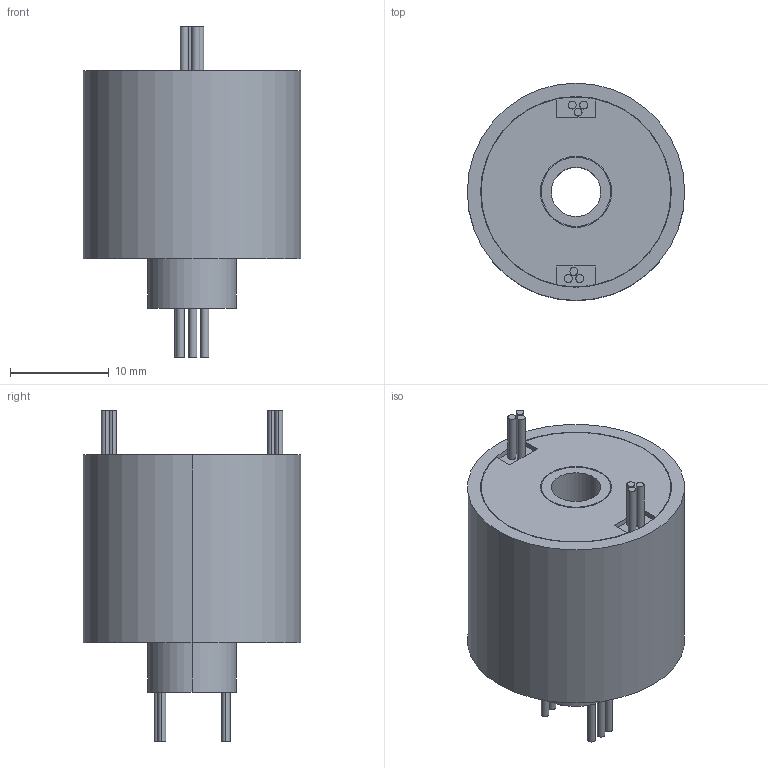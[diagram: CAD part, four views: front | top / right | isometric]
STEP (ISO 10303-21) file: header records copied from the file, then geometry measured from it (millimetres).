
FILE_DESCRIPTION (( 'STEP AP203' ), '1' );
FILE_NAME ('RT05229-S06.STEP', '2020-07-16T00:59:11', ( '微软用户' ), ( '微软中国' ), 'SwSTEP 2.0', 'SolidWorks 2014', '' );
FILE_SCHEMA (( 'CONFIG_CONTROL_DESIGN' ));
Length unit declared in the file: millimetre
Products named in the file (1): RT05229-S06
Bounding box: 22 x 22 x 33.5 mm (x, y, z)
Volume: 7073.4 mm3; surface area: 3190.3 mm2
Topology: 1 solids, 1 shells, 77 faces, 162 edges, 108 vertices
Faces by surface type: cylinder 46, plane 31
Entity records: 2193 total; most frequent: DIRECTION 414, CARTESIAN_POINT 348, ORIENTED_EDGE 324, AXIS2_PLACEMENT_3D 174, EDGE_CURVE 162, VERTEX_POINT 108, EDGE_LOOP 100, CIRCLE 96
